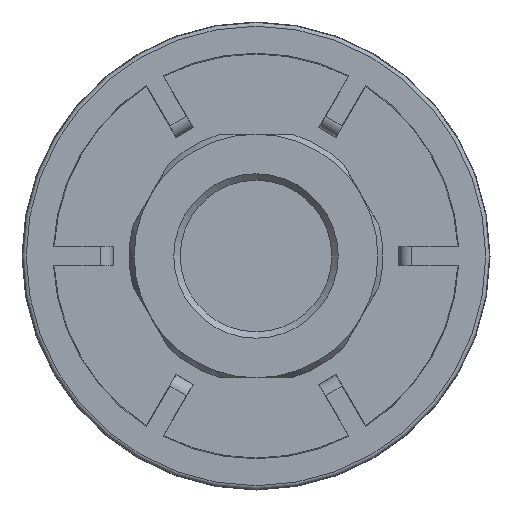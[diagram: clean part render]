
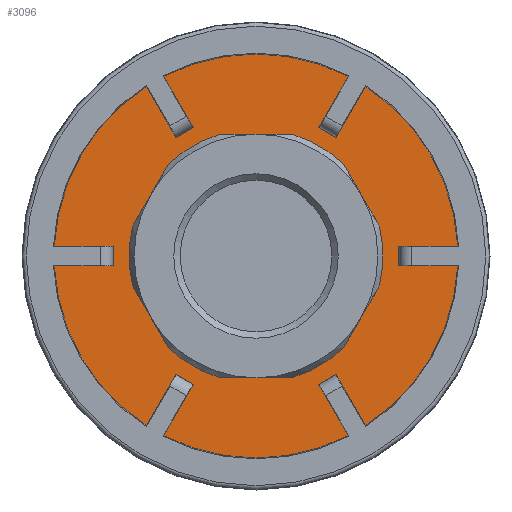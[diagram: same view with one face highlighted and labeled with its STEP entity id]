
A CAD part, left-side view. The second image highlights one B-rep face of the part: STEP entity #3096.
In plain terms, the highlighted planar face has unit normal (-1, 0, 0).
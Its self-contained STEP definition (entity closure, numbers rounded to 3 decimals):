
#160=LINE('',#4700,#274);
#163=LINE('',#4706,#277);
#165=LINE('',#4711,#279);
#168=LINE('',#4719,#282);
#171=LINE('',#4725,#285);
#173=LINE('',#4730,#287);
#176=LINE('',#4738,#290);
#179=LINE('',#4744,#293);
#181=LINE('',#4749,#295);
#184=LINE('',#4757,#298);
#187=LINE('',#4763,#301);
#189=LINE('',#4768,#303);
#192=LINE('',#4776,#306);
#195=LINE('',#4782,#309);
#197=LINE('',#4787,#311);
#200=LINE('',#4795,#314);
#203=LINE('',#4801,#317);
#205=LINE('',#4806,#319);
#274=VECTOR('',#3739,1000.);
#277=VECTOR('',#3744,1000.);
#279=VECTOR('',#3750,1000.);
#282=VECTOR('',#3757,1000.);
#285=VECTOR('',#3762,1000.);
#287=VECTOR('',#3768,1000.);
#290=VECTOR('',#3775,1000.);
#293=VECTOR('',#3780,1000.);
#295=VECTOR('',#3786,1000.);
#298=VECTOR('',#3793,1000.);
#301=VECTOR('',#3798,1000.);
#303=VECTOR('',#3804,1000.);
#306=VECTOR('',#3811,1000.);
#309=VECTOR('',#3816,1000.);
#311=VECTOR('',#3822,1000.);
#314=VECTOR('',#3829,1000.);
#317=VECTOR('',#3834,1000.);
#319=VECTOR('',#3840,1000.);
#403=CIRCLE('',#3248,15.754);
#405=CIRCLE('',#3251,15.754);
#407=CIRCLE('',#3254,15.754);
#409=CIRCLE('',#3257,15.754);
#411=CIRCLE('',#3260,15.754);
#413=CIRCLE('',#3263,15.754);
#443=CIRCLE('',#3359,9.);
#1052=ORIENTED_EDGE('',*,*,#1255,.T.);
#1053=ORIENTED_EDGE('',*,*,#1294,.F.);
#1054=ORIENTED_EDGE('',*,*,#1291,.F.);
#1055=ORIENTED_EDGE('',*,*,#1297,.F.);
#1056=ORIENTED_EDGE('',*,*,#1250,.T.);
#1057=ORIENTED_EDGE('',*,*,#1284,.F.);
#1058=ORIENTED_EDGE('',*,*,#1281,.F.);
#1059=ORIENTED_EDGE('',*,*,#1287,.F.);
#1060=ORIENTED_EDGE('',*,*,#1246,.T.);
#1061=ORIENTED_EDGE('',*,*,#1274,.F.);
#1062=ORIENTED_EDGE('',*,*,#1271,.F.);
#1063=ORIENTED_EDGE('',*,*,#1277,.F.);
#1064=ORIENTED_EDGE('',*,*,#1262,.T.);
#1065=ORIENTED_EDGE('',*,*,#1324,.F.);
#1066=ORIENTED_EDGE('',*,*,#1321,.F.);
#1067=ORIENTED_EDGE('',*,*,#1327,.F.);
#1068=ORIENTED_EDGE('',*,*,#1266,.T.);
#1069=ORIENTED_EDGE('',*,*,#1314,.F.);
#1070=ORIENTED_EDGE('',*,*,#1311,.F.);
#1071=ORIENTED_EDGE('',*,*,#1317,.F.);
#1072=ORIENTED_EDGE('',*,*,#1258,.T.);
#1073=ORIENTED_EDGE('',*,*,#1304,.F.);
#1074=ORIENTED_EDGE('',*,*,#1301,.F.);
#1075=ORIENTED_EDGE('',*,*,#1307,.F.);
#1076=ORIENTED_EDGE('',*,*,#1394,.T.);
#1246=EDGE_CURVE('',#1508,#1509,#403,.F.);
#1250=EDGE_CURVE('',#1512,#1513,#405,.F.);
#1255=EDGE_CURVE('',#1518,#1517,#407,.F.);
#1258=EDGE_CURVE('',#1520,#1521,#409,.F.);
#1262=EDGE_CURVE('',#1524,#1525,#411,.F.);
#1266=EDGE_CURVE('',#1528,#1529,#413,.F.);
#1271=EDGE_CURVE('',#1532,#1534,#160,.T.);
#1274=EDGE_CURVE('',#1534,#1509,#163,.T.);
#1277=EDGE_CURVE('',#1524,#1532,#165,.T.);
#1281=EDGE_CURVE('',#1538,#1540,#168,.T.);
#1284=EDGE_CURVE('',#1540,#1513,#171,.T.);
#1287=EDGE_CURVE('',#1508,#1538,#173,.T.);
#1291=EDGE_CURVE('',#1544,#1546,#176,.T.);
#1294=EDGE_CURVE('',#1546,#1517,#179,.T.);
#1297=EDGE_CURVE('',#1512,#1544,#181,.T.);
#1301=EDGE_CURVE('',#1550,#1552,#184,.T.);
#1304=EDGE_CURVE('',#1552,#1521,#187,.T.);
#1307=EDGE_CURVE('',#1518,#1550,#189,.T.);
#1311=EDGE_CURVE('',#1556,#1558,#192,.T.);
#1314=EDGE_CURVE('',#1558,#1529,#195,.T.);
#1317=EDGE_CURVE('',#1520,#1556,#197,.T.);
#1321=EDGE_CURVE('',#1562,#1564,#200,.T.);
#1324=EDGE_CURVE('',#1564,#1525,#203,.T.);
#1327=EDGE_CURVE('',#1528,#1562,#205,.T.);
#1394=EDGE_CURVE('',#1608,#1608,#443,.F.);
#1508=VERTEX_POINT('',#4608);
#1509=VERTEX_POINT('',#4609);
#1512=VERTEX_POINT('',#4623);
#1513=VERTEX_POINT('',#4624);
#1517=VERTEX_POINT('',#4642);
#1518=VERTEX_POINT('',#4644);
#1520=VERTEX_POINT('',#4653);
#1521=VERTEX_POINT('',#4654);
#1524=VERTEX_POINT('',#4668);
#1525=VERTEX_POINT('',#4669);
#1528=VERTEX_POINT('',#4683);
#1529=VERTEX_POINT('',#4684);
#1532=VERTEX_POINT('',#4698);
#1534=VERTEX_POINT('',#4701);
#1538=VERTEX_POINT('',#4717);
#1540=VERTEX_POINT('',#4720);
#1544=VERTEX_POINT('',#4736);
#1546=VERTEX_POINT('',#4739);
#1550=VERTEX_POINT('',#4755);
#1552=VERTEX_POINT('',#4758);
#1556=VERTEX_POINT('',#4774);
#1558=VERTEX_POINT('',#4777);
#1562=VERTEX_POINT('',#4793);
#1564=VERTEX_POINT('',#4796);
#1608=VERTEX_POINT('',#5011);
#1834=EDGE_LOOP('',(#1052,#1053,#1054,#1055,#1056,#1057,#1058,#1059,#1060,
#1061,#1062,#1063,#1064,#1065,#1066,#1067,#1068,#1069,#1070,#1071,#1072,
#1073,#1074,#1075));
#1835=EDGE_LOOP('',(#1076));
#1989=FACE_BOUND('',#1834,.T.);
#1990=FACE_BOUND('',#1835,.T.);
#2054=PLANE('',#3360);
#3096=ADVANCED_FACE('',(#1989,#1990),#2054,.T.);
#3248=AXIS2_PLACEMENT_3D('',#4607,#3702,#3703);
#3251=AXIS2_PLACEMENT_3D('',#4622,#3708,#3709);
#3254=AXIS2_PLACEMENT_3D('',#4643,#3714,#3715);
#3257=AXIS2_PLACEMENT_3D('',#4652,#3720,#3721);
#3260=AXIS2_PLACEMENT_3D('',#4667,#3726,#3727);
#3263=AXIS2_PLACEMENT_3D('',#4682,#3732,#3733);
#3359=AXIS2_PLACEMENT_3D('',#5010,#3990,#3991);
#3360=AXIS2_PLACEMENT_3D('',#5012,#3992,#3993);
#3702=DIRECTION('',(1.,0.,0.));
#3703=DIRECTION('',(0.,0.,-1.));
#3708=DIRECTION('',(1.,0.,0.));
#3709=DIRECTION('',(0.,0.,-1.));
#3714=DIRECTION('',(1.,0.,0.));
#3715=DIRECTION('',(0.,0.,-1.));
#3720=DIRECTION('',(1.,0.,0.));
#3721=DIRECTION('',(0.,0.,-1.));
#3726=DIRECTION('',(1.,0.,0.));
#3727=DIRECTION('',(0.,0.,-1.));
#3732=DIRECTION('',(1.,0.,0.));
#3733=DIRECTION('',(0.,0.,-1.));
#3739=DIRECTION('',(0.,0.866,0.5));
#3744=DIRECTION('',(0.,0.5,-0.866));
#3750=DIRECTION('',(0.,-0.5,0.866));
#3757=DIRECTION('',(0.,0.,1.));
#3762=DIRECTION('',(0.,1.,0.));
#3768=DIRECTION('',(0.,-1.,0.));
#3775=DIRECTION('',(0.,-0.866,0.5));
#3780=DIRECTION('',(0.,0.5,0.866));
#3786=DIRECTION('',(0.,-0.5,-0.866));
#3793=DIRECTION('',(0.,-0.866,-0.5));
#3798=DIRECTION('',(0.,-0.5,0.866));
#3804=DIRECTION('',(0.,0.5,-0.866));
#3811=DIRECTION('',(0.,0.,-1.));
#3816=DIRECTION('',(0.,-1.,0.));
#3822=DIRECTION('',(0.,1.,0.));
#3829=DIRECTION('',(0.,0.866,-0.5));
#3834=DIRECTION('',(0.,-0.5,-0.866));
#3840=DIRECTION('',(0.,0.5,0.866));
#3990=DIRECTION('',(-1.,0.,0.));
#3991=DIRECTION('',(0.,0.,1.));
#3992=DIRECTION('',(-1.,0.,0.));
#3993=DIRECTION('',(0.,0.,-1.));
#4607=CARTESIAN_POINT('',(-36.568,0.,0.));
#4608=CARTESIAN_POINT('',(-36.568,15.735,-0.78));
#4609=CARTESIAN_POINT('',(-36.568,8.543,-13.237));
#4622=CARTESIAN_POINT('',(-36.568,0.,0.));
#4623=CARTESIAN_POINT('',(-36.568,8.543,13.237));
#4624=CARTESIAN_POINT('',(-36.568,15.735,0.78));
#4642=CARTESIAN_POINT('',(-36.568,7.192,14.017));
#4643=CARTESIAN_POINT('',(-36.568,0.,0.));
#4644=CARTESIAN_POINT('',(-36.568,-7.192,14.017));
#4652=CARTESIAN_POINT('',(-36.568,0.,0.));
#4653=CARTESIAN_POINT('',(-36.568,-15.735,0.78));
#4654=CARTESIAN_POINT('',(-36.568,-8.543,13.237));
#4667=CARTESIAN_POINT('',(-36.568,0.,0.));
#4668=CARTESIAN_POINT('',(-36.568,7.192,-14.017));
#4669=CARTESIAN_POINT('',(-36.568,-7.192,-14.017));
#4682=CARTESIAN_POINT('',(-36.568,0.,0.));
#4683=CARTESIAN_POINT('',(-36.568,-8.543,-13.237));
#4684=CARTESIAN_POINT('',(-36.568,-15.735,-0.78));
#4698=CARTESIAN_POINT('',(-36.568,4.892,-10.033));
#4700=CARTESIAN_POINT('',(-36.568,5.67,-9.584));
#4701=CARTESIAN_POINT('',(-36.568,6.243,-9.253));
#4706=CARTESIAN_POINT('',(-36.568,0.709,0.331));
#4711=CARTESIAN_POINT('',(-36.568,-0.641,-0.449));
#4717=CARTESIAN_POINT('',(-36.568,11.135,-0.78));
#4719=CARTESIAN_POINT('',(-36.568,11.135,0.));
#4720=CARTESIAN_POINT('',(-36.568,11.135,0.78));
#4725=CARTESIAN_POINT('',(-36.568,0.136,0.78));
#4730=CARTESIAN_POINT('',(-36.568,0.136,-0.78));
#4736=CARTESIAN_POINT('',(-36.568,6.243,9.253));
#4738=CARTESIAN_POINT('',(-36.568,5.67,9.584));
#4739=CARTESIAN_POINT('',(-36.568,4.892,10.033));
#4744=CARTESIAN_POINT('',(-36.568,-0.641,0.449));
#4749=CARTESIAN_POINT('',(-36.568,0.709,-0.331));
#4755=CARTESIAN_POINT('',(-36.568,-4.892,10.033));
#4757=CARTESIAN_POINT('',(-36.568,-5.465,9.702));
#4758=CARTESIAN_POINT('',(-36.568,-6.243,9.253));
#4763=CARTESIAN_POINT('',(-36.568,-0.641,-0.449));
#4768=CARTESIAN_POINT('',(-36.568,0.709,0.331));
#4774=CARTESIAN_POINT('',(-36.568,-11.135,0.78));
#4776=CARTESIAN_POINT('',(-36.568,-11.135,0.));
#4777=CARTESIAN_POINT('',(-36.568,-11.135,-0.78));
#4782=CARTESIAN_POINT('',(-36.568,0.136,-0.78));
#4787=CARTESIAN_POINT('',(-36.568,0.136,0.78));
#4793=CARTESIAN_POINT('',(-36.568,-6.243,-9.253));
#4795=CARTESIAN_POINT('',(-36.568,-5.465,-9.702));
#4796=CARTESIAN_POINT('',(-36.568,-4.892,-10.033));
#4801=CARTESIAN_POINT('',(-36.568,0.709,-0.331));
#4806=CARTESIAN_POINT('',(-36.568,-0.641,0.449));
#5010=CARTESIAN_POINT('',(-36.568,0.,0.));
#5011=CARTESIAN_POINT('',(-36.568,0.,9.));
#5012=CARTESIAN_POINT('',(-36.568,0.,12.));
